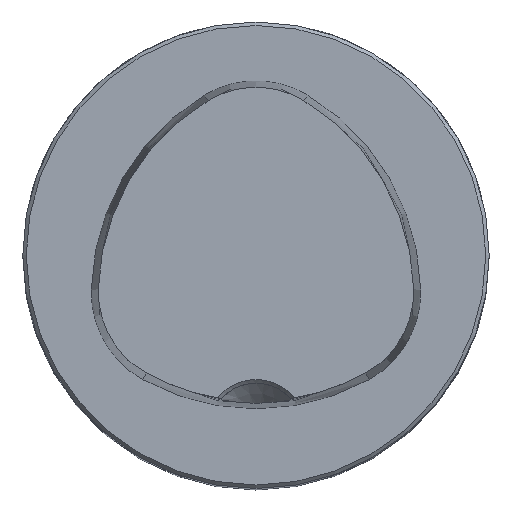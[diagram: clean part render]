
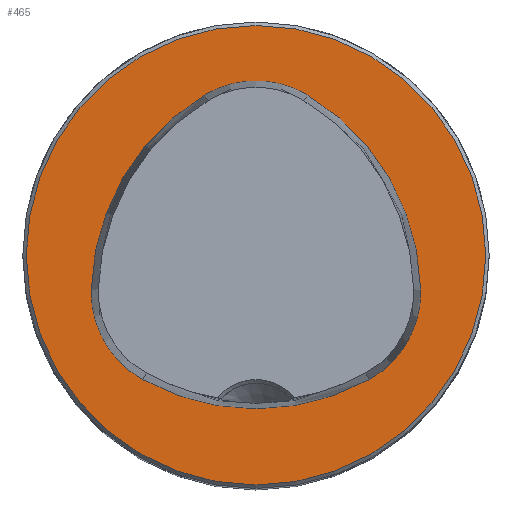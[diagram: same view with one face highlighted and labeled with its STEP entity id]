
A CAD part, top view. The second image highlights one B-rep face of the part: STEP entity #465.
In plain terms, the highlighted planar face has unit normal (0, 0, 1).
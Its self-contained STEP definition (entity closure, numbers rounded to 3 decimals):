
#465=ADVANCED_FACE('CU_E_LO_SU_1',(#677,#678),#597,.T.);
#597=PLANE('',#1953);
#677=FACE_BOUND('',#750,.T.);
#678=FACE_BOUND('',#751,.T.);
#750=EDGE_LOOP('',(#963));
#751=EDGE_LOOP('',(#964,#965,#966,#967,#968,#969));
#963=ORIENTED_EDGE('',*,*,#1605,.T.);
#964=ORIENTED_EDGE('',*,*,#1606,.F.);
#965=ORIENTED_EDGE('',*,*,#1607,.F.);
#966=ORIENTED_EDGE('',*,*,#1608,.F.);
#967=ORIENTED_EDGE('',*,*,#1609,.F.);
#968=ORIENTED_EDGE('',*,*,#1603,.F.);
#969=ORIENTED_EDGE('',*,*,#1610,.F.);
#1448=VERTEX_POINT('',#3101);
#1449=VERTEX_POINT('',#3103);
#1450=VERTEX_POINT('',#3107);
#1451=VERTEX_POINT('',#3109);
#1452=VERTEX_POINT('',#3110);
#1453=VERTEX_POINT('',#3112);
#1454=VERTEX_POINT('',#3114);
#1603=EDGE_CURVE('',#1448,#1449,#1811,.T.);
#1605=EDGE_CURVE('',#1450,#1450,#1812,.T.);
#1606=EDGE_CURVE('',#1451,#1452,#1813,.T.);
#1607=EDGE_CURVE('',#1453,#1451,#1814,.T.);
#1608=EDGE_CURVE('',#1454,#1453,#1815,.T.);
#1609=EDGE_CURVE('',#1449,#1454,#1816,.T.);
#1610=EDGE_CURVE('',#1452,#1448,#1817,.T.);
#1811=CIRCLE('',#1945,20.063);
#1812=CIRCLE('',#1947,19.7);
#1813=CIRCLE('',#1948,20.063);
#1814=CIRCLE('',#1949,8.563);
#1815=CIRCLE('',#1950,20.063);
#1816=CIRCLE('',#1951,8.563);
#1817=CIRCLE('',#1952,8.563);
#1945=AXIS2_PLACEMENT_3D('',#3102,#2220,#2221);
#1947=AXIS2_PLACEMENT_3D('',#3106,#2225,#2226);
#1948=AXIS2_PLACEMENT_3D('',#3108,#2227,#2228);
#1949=AXIS2_PLACEMENT_3D('',#3111,#2229,#2230);
#1950=AXIS2_PLACEMENT_3D('',#3113,#2231,#2232);
#1951=AXIS2_PLACEMENT_3D('',#3115,#2233,#2234);
#1952=AXIS2_PLACEMENT_3D('',#3116,#2235,#2236);
#1953=AXIS2_PLACEMENT_3D('',#3117,#2237,#2238);
#2220=DIRECTION('',(0.,0.,1.));
#2221=DIRECTION('',(1.,0.,0.));
#2225=DIRECTION('',(0.,0.,1.));
#2226=DIRECTION('',(1.,0.,0.));
#2227=DIRECTION('',(0.,0.,1.));
#2228=DIRECTION('',(1.,0.,0.));
#2229=DIRECTION('',(0.,0.,1.));
#2230=DIRECTION('',(1.,0.,0.));
#2231=DIRECTION('',(0.,0.,1.));
#2232=DIRECTION('',(1.,0.,0.));
#2233=DIRECTION('',(0.,0.,1.));
#2234=DIRECTION('',(1.,0.,0.));
#2235=DIRECTION('',(0.,0.,1.));
#2236=DIRECTION('',(1.,0.,0.));
#2237=DIRECTION('',(0.,0.,1.));
#2238=DIRECTION('',(1.,0.,0.));
#3101=CARTESIAN_POINT('',(-9.704,-10.66,0.));
#3102=CARTESIAN_POINT('',(0.,6.9,0.));
#3103=CARTESIAN_POINT('',(9.704,-10.66,0.));
#3106=CARTESIAN_POINT('',(0.,0.,0.));
#3107=CARTESIAN_POINT('',(19.7,0.,0.));
#3108=CARTESIAN_POINT('',(5.934,-3.451,0.));
#3109=CARTESIAN_POINT('',(-4.418,13.735,0.));
#3110=CARTESIAN_POINT('',(-14.123,-2.953,0.));
#3111=CARTESIAN_POINT('',(0.,6.4,0.));
#3112=CARTESIAN_POINT('',(4.418,13.735,0.));
#3113=CARTESIAN_POINT('',(-5.934,-3.451,0.));
#3114=CARTESIAN_POINT('',(14.123,-2.953,0.));
#3115=CARTESIAN_POINT('',(5.562,-3.165,0.));
#3116=CARTESIAN_POINT('',(-5.562,-3.165,0.));
#3117=CARTESIAN_POINT('',(0.,0.,0.));
